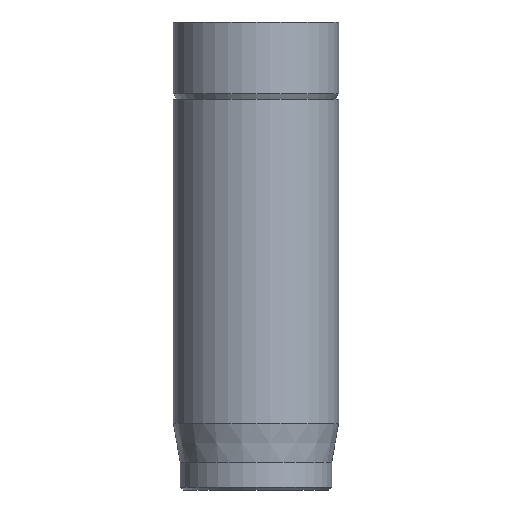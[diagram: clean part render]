
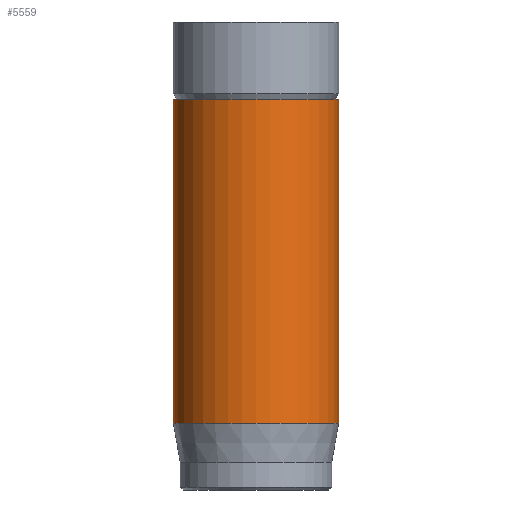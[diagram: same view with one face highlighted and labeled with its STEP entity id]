
A CAD part, front view. The second image highlights one B-rep face of the part: STEP entity #5559.
In plain terms, the highlighted cylindrical face has radius 3 mm (diameter 6 mm), a full revolution.
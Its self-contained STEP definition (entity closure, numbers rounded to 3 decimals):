
#806=CYLINDRICAL_SURFACE('',#5964,3.);
#819=FACE_OUTER_BOUND('',#1144,.T.);
#1144=EDGE_LOOP('',(#3837,#3838,#3839,#3840,#3841));
#1491=LINE('',#6797,#1906);
#1906=VECTOR('',#6133,3.);
#2318=CIRCLE('',#5946,3.);
#2327=CIRCLE('',#5962,3.);
#2328=CIRCLE('',#5963,3.);
#2340=VERTEX_POINT('',#6761);
#2349=VERTEX_POINT('',#6791);
#2350=VERTEX_POINT('',#6792);
#2924=EDGE_CURVE('',#2340,#2340,#2318,.T.);
#2938=EDGE_CURVE('',#2349,#2350,#2327,.T.);
#2939=EDGE_CURVE('',#2350,#2349,#2328,.T.);
#2941=EDGE_CURVE('',#2340,#2349,#1491,.T.);
#3837=ORIENTED_EDGE('',*,*,#2924,.T.);
#3838=ORIENTED_EDGE('',*,*,#2941,.T.);
#3839=ORIENTED_EDGE('',*,*,#2938,.T.);
#3840=ORIENTED_EDGE('',*,*,#2939,.T.);
#3841=ORIENTED_EDGE('',*,*,#2941,.F.);
#5559=ADVANCED_FACE('',(#819),#806,.T.);
#5946=AXIS2_PLACEMENT_3D('',#6762,#6089,#6090);
#5962=AXIS2_PLACEMENT_3D('',#6793,#6126,#6127);
#5963=AXIS2_PLACEMENT_3D('',#6794,#6128,#6129);
#5964=AXIS2_PLACEMENT_3D('',#6796,#6131,#6132);
#6089=DIRECTION('center_axis',(0.,0.,-1.));
#6090=DIRECTION('ref_axis',(-1.,0.,0.));
#6126=DIRECTION('center_axis',(0.,0.,1.));
#6127=DIRECTION('ref_axis',(-1.,0.,0.));
#6128=DIRECTION('center_axis',(0.,0.,1.));
#6129=DIRECTION('ref_axis',(-1.,0.,0.));
#6131=DIRECTION('center_axis',(0.,0.,1.));
#6132=DIRECTION('ref_axis',(-1.,0.,0.));
#6133=DIRECTION('',(0.,0.,-1.));
#6761=CARTESIAN_POINT('',(3.,0.,14.2));
#6762=CARTESIAN_POINT('Origin',(0.,0.,14.2));
#6791=CARTESIAN_POINT('',(3.,0.,2.418));
#6792=CARTESIAN_POINT('',(-3.,0.,2.418));
#6793=CARTESIAN_POINT('Origin',(0.,0.,2.418));
#6794=CARTESIAN_POINT('Origin',(0.,0.,2.418));
#6796=CARTESIAN_POINT('Origin',(0.,0.,0.));
#6797=CARTESIAN_POINT('',(3.,0.,0.));
